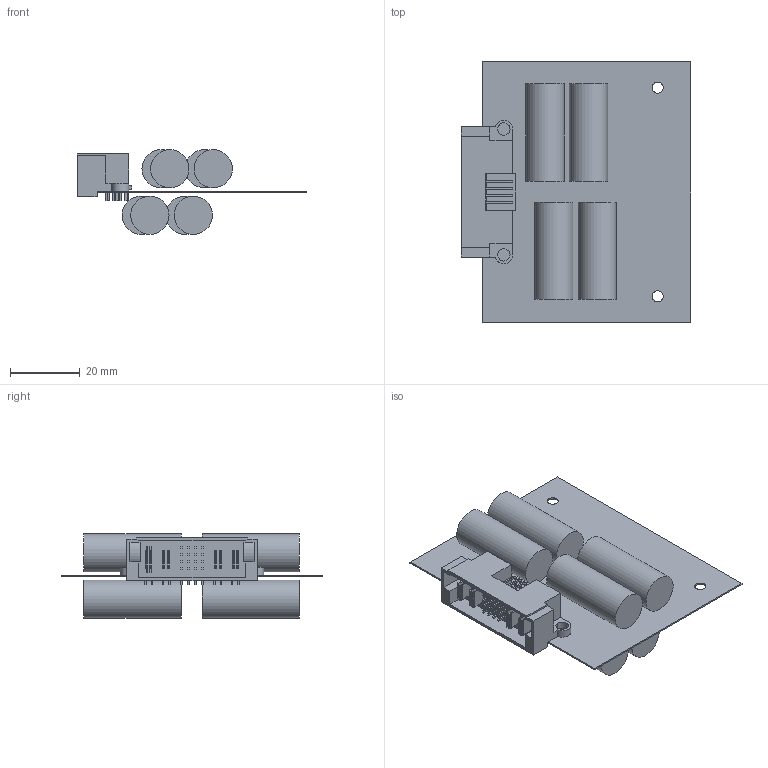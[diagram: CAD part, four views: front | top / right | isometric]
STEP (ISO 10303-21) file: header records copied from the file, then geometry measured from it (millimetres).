
FILE_DESCRIPTION(('Open CASCADE Model'),'2;1');
FILE_NAME('Open CASCADE Shape Model','2017-03-23T23:27:53',('Author'),( 'Open CASCADE'),'Open CASCADE STEP processor 6.8','Open CASCADE 6.8' ,'Unknown');
FILE_SCHEMA(('AUTOMOTIVE_DESIGN { 1 0 10303 214 1 1 1 1 }'));
Length unit declared in the file: millimetre
Products named in the file (16): PCB; Board; C53206; 1203364800; Cylinder; C53207; C53205; 1203361728; C53204; J53200; Samtec-MPTC-02-16-02-01-01-L-RA-SD; C53203; C53201; C53200; C53202
Assembly tree (21 placements, depth 4):
  PCB
    Board
    C53206
      1203364800
        Cylinder
    C53207
      1203364800
        Cylinder
    C53205
      1203361728
        Cylinder
    C53204
      1203361728
        Cylinder
    J53200
      Samtec-MPTC-02-16-02-01-01-L-RA-SD
    C53203
      1203364800
        Cylinder
    C53201
      1203361728
        Cylinder
    C53200
      1203361728
        Cylinder
    C53202
      1203364800
        Cylinder
Bounding box: 66 x 75 x 24.4 mm (x, y, z)
Volume: 26487.3 mm3; surface area: 22639.7 mm2
Topology: 12 solids, 12 shells, 604 faces, 1565 edges, 1042 vertices
Faces by surface type: plane 513, cylinder 91
Full cylindrical faces by diameter (mm): 3.2 x2, 11 x8
Entity records: 46222 total; most frequent: CARTESIAN_POINT 14421, DIRECTION 5654, LINE 3973, VECTOR 3973, ORIENTED_EDGE 3094, PCURVE 3094, DEFINITIONAL_REPRESENTATION 3094, EDGE_CURVE 1547
